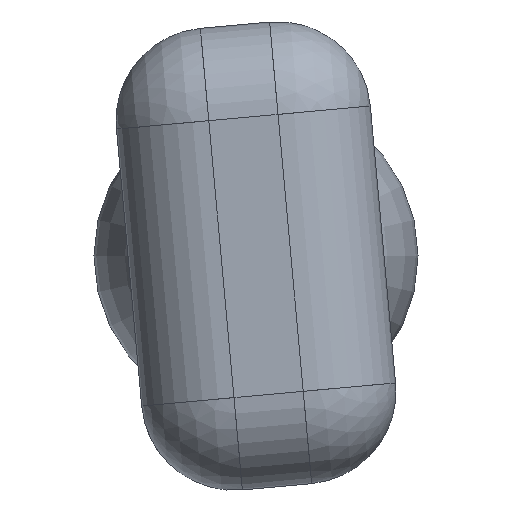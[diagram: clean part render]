
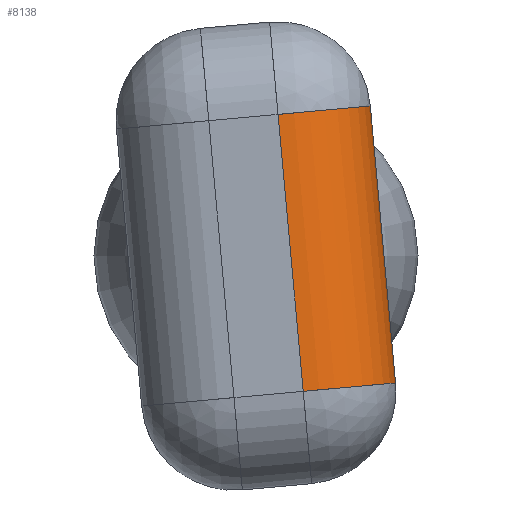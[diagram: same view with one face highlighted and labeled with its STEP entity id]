
A CAD part, left-side view. The second image highlights one B-rep face of the part: STEP entity #8138.
In plain terms, the highlighted cylindrical face has radius 40 mm (diameter 80 mm), a partial arc.
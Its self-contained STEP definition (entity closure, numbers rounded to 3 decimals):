
#449 = AXIS2_PLACEMENT_3D ( 'NONE', #11552, #4155, #17514 ) ;
#524 = ORIENTED_EDGE ( 'NONE', *, *, #18764, .T. ) ;
#685 = AXIS2_PLACEMENT_3D ( 'NONE', #14596, #9901, #12896 ) ;
#1020 = CARTESIAN_POINT ( 'NONE',  ( -210., -15., 60. ) ) ;
#1386 = FACE_OUTER_BOUND ( 'NONE', #3084, .T. ) ;
#1992 = EDGE_CURVE ( 'NONE', #6855, #18566, #16127, .T. ) ;
#2133 = CARTESIAN_POINT ( 'NONE',  ( -210., -55., -60. ) ) ;
#2365 = CARTESIAN_POINT ( 'NONE',  ( -250., -15., 60. ) ) ;
#2908 = DIRECTION ( 'NONE',  ( 1., 0., 0. ) ) ;
#3084 = EDGE_LOOP ( 'NONE', ( #524, #3210, #8633, #17400 ) ) ;
#3210 = ORIENTED_EDGE ( 'NONE', *, *, #1992, .F. ) ;
#3686 = DIRECTION ( 'NONE',  ( 0., 0., -1. ) ) ;
#4155 = DIRECTION ( 'NONE',  ( 0., 0., 1. ) ) ;
#4368 = CARTESIAN_POINT ( 'NONE',  ( -210., -55., 60. ) ) ;
#6006 = CIRCLE ( 'NONE', #449, 40. ) ;
#6260 = VECTOR ( 'NONE', #6443, 1000. ) ;
#6284 = AXIS2_PLACEMENT_3D ( 'NONE', #1020, #10374, #2908 ) ;
#6443 = DIRECTION ( 'NONE',  ( 0., 0., 1. ) ) ;
#6855 = VERTEX_POINT ( 'NONE', #4368 ) ;
#7402 = EDGE_CURVE ( 'NONE', #10820, #6855, #17498, .T. ) ;
#7602 = EDGE_CURVE ( 'NONE', #17682, #10820, #10236, .T. ) ;
#8138 = ADVANCED_FACE ( 'NONE', ( #1386 ), #12307, .T. ) ;
#8633 = ORIENTED_EDGE ( 'NONE', *, *, #7402, .F. ) ;
#8790 = CARTESIAN_POINT ( 'NONE',  ( -250., -15., -60. ) ) ;
#9901 = DIRECTION ( 'NONE',  ( 0., 0., -1. ) ) ;
#10236 = LINE ( 'NONE', #15384, #6260 ) ;
#10374 = DIRECTION ( 'NONE',  ( 0., 0., 1. ) ) ;
#10820 = VERTEX_POINT ( 'NONE', #2365 ) ;
#11080 = CARTESIAN_POINT ( 'NONE',  ( -210., -55., -100. ) ) ;
#11552 = CARTESIAN_POINT ( 'NONE',  ( -210., -15., -60. ) ) ;
#12135 = VECTOR ( 'NONE', #3686, 1000. ) ;
#12307 = CYLINDRICAL_SURFACE ( 'NONE', #685, 40. ) ;
#12896 = DIRECTION ( 'NONE',  ( -1., 0., 0. ) ) ;
#14596 = CARTESIAN_POINT ( 'NONE',  ( -210., -15., -100. ) ) ;
#15384 = CARTESIAN_POINT ( 'NONE',  ( -250., -15., 100. ) ) ;
#16127 = LINE ( 'NONE', #11080, #12135 ) ;
#17400 = ORIENTED_EDGE ( 'NONE', *, *, #7602, .F. ) ;
#17498 = CIRCLE ( 'NONE', #6284, 40. ) ;
#17514 = DIRECTION ( 'NONE',  ( -1., 0., 0. ) ) ;
#17682 = VERTEX_POINT ( 'NONE', #8790 ) ;
#18566 = VERTEX_POINT ( 'NONE', #2133 ) ;
#18764 = EDGE_CURVE ( 'NONE', #17682, #18566, #6006, .T. ) ;
